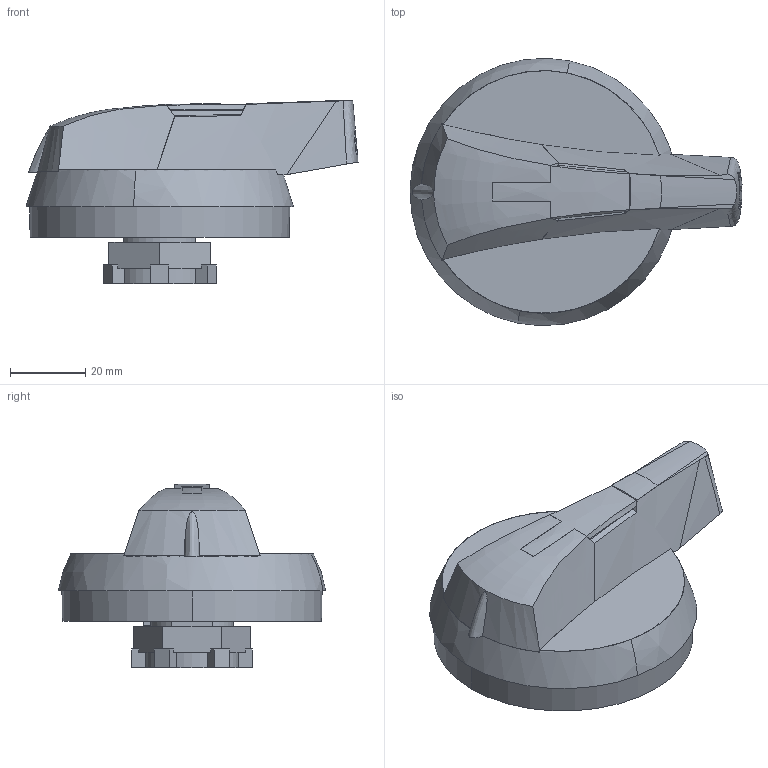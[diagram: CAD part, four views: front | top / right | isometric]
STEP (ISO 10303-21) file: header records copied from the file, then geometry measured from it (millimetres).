
FILE_DESCRIPTION((''),'2;1');
FILE_NAME('HHHHHHH_ASM','2021-10-01T',('marketing.praksa'),('Audax d.o.o.'),'CREO PARAMETRIC BY PTC INC, 2017480','CREO PARAMETRIC BY PTC INC, 2017480','');
FILE_SCHEMA(('AUTOMOTIVE_DESIGN { 1 0 10303 214 1 1 1 1 }'));
Length unit declared in the file: millimetre
Products named in the file (12): PRT9563_1_1_1_2_3; PRT7102_1_1_1; CP_1_1_1; 14831111_02_1_1; E2_1_1_2_1; E2_1_1_2_2; E2_1_1_2_ASM; PRT9566_1_1_2_3_4_1; PRT9566_1_1_2_3_4_2; PRT9566_1_1_2_3_4_3; PRT9566_1_1_2_3_4_ASM; HHHHHHH_ASM
Assembly tree (11 placements, depth 3):
  HHHHHHH_ASM
    PRT9563_1_1_1_2_3
    PRT7102_1_1_1
    CP_1_1_1
    14831111_02_1_1
    E2_1_1_2_ASM
      E2_1_1_2_1
      E2_1_1_2_2
    PRT9566_1_1_2_3_4_ASM
      PRT9566_1_1_2_3_4_1
      PRT9566_1_1_2_3_4_2
      PRT9566_1_1_2_3_4_3
Bounding box: 88.28 x 71.1 x 48.92 mm (x, y, z)
Volume: 95729.8 mm3; surface area: 28219.2 mm2
Topology: 8 solids, 9 shells, 309 faces, 847 edges, 565 vertices
Faces by surface type: plane 162, cylinder 89, bspline 38, cone 15, sphere 5
Entity records: 16224 total; most frequent: CARTESIAN_POINT 5133, ORIENTED_EDGE 1690, DIRECTION 1388, EDGE_CURVE 847, PRESENTATION_STYLE_ASSIGNMENT 810, STYLED_ITEM 810, CURVE_STYLE 703, VERTEX_POINT 565
